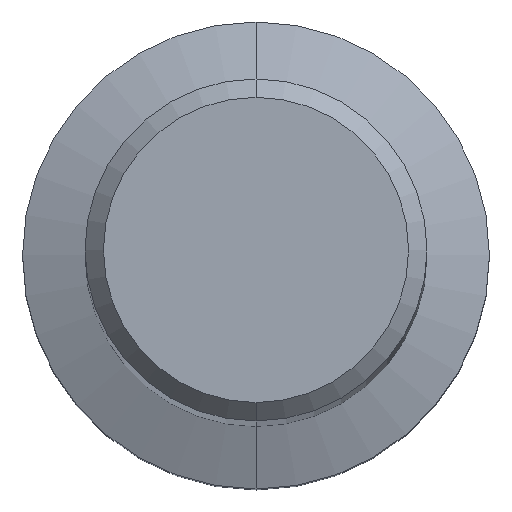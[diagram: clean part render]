
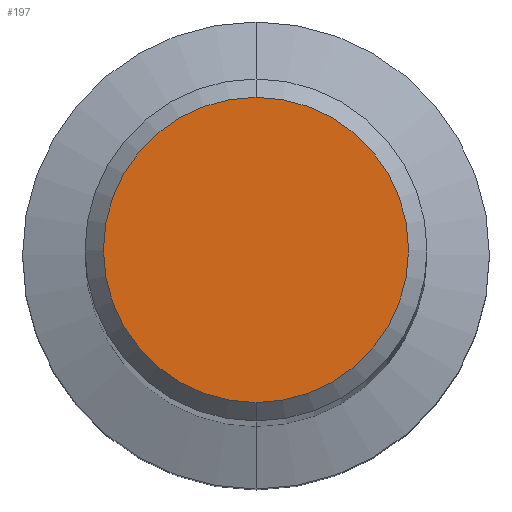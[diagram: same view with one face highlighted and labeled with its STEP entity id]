
A CAD part, top view. The second image highlights one B-rep face of the part: STEP entity #197.
In plain terms, the highlighted planar face has unit normal (0, 0, 1).
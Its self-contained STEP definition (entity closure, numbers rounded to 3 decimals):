
#137=VERTEX_POINT('',#336);
#187=EDGE_CURVE('',#283,#137,#395,.T.);
#197=ADVANCED_FACE('',(#406),#407,.T.);
#269=EDGE_CURVE('',#137,#283,#488,.T.);
#283=VERTEX_POINT('',#503);
#336=CARTESIAN_POINT('',(0.0,4.15,0.0));
#395=CIRCLE('',#636,4.15);
#406=FACE_OUTER_BOUND('',#650,.T.);
#407=PLANE('',#651);
#488=CIRCLE('',#752,4.15);
#503=CARTESIAN_POINT('',(0.,-4.15,0.0));
#636=AXIS2_PLACEMENT_3D('',#893,#894,#895);
#650=EDGE_LOOP('',(#909,#910));
#651=AXIS2_PLACEMENT_3D('',#911,#912,#913);
#752=AXIS2_PLACEMENT_3D('',#1015,#1016,#1017);
#893=CARTESIAN_POINT('',(0.0,0.0,0.0));
#894=DIRECTION('',(0.0,0.0,-1.0));
#895=DIRECTION('',(0.0,1.0,0.0));
#909=ORIENTED_EDGE('',*,*,#269,.F.);
#910=ORIENTED_EDGE('',*,*,#187,.F.);
#911=CARTESIAN_POINT('',(0.0,2.075,0.0));
#912=DIRECTION('',(-0.0,0.0,1.0));
#913=DIRECTION('',(0.0,-1.0,0.0));
#1015=CARTESIAN_POINT('',(0.0,0.0,0.0));
#1016=DIRECTION('',(0.0,0.0,-1.0));
#1017=DIRECTION('',(0.0,1.0,0.0));
